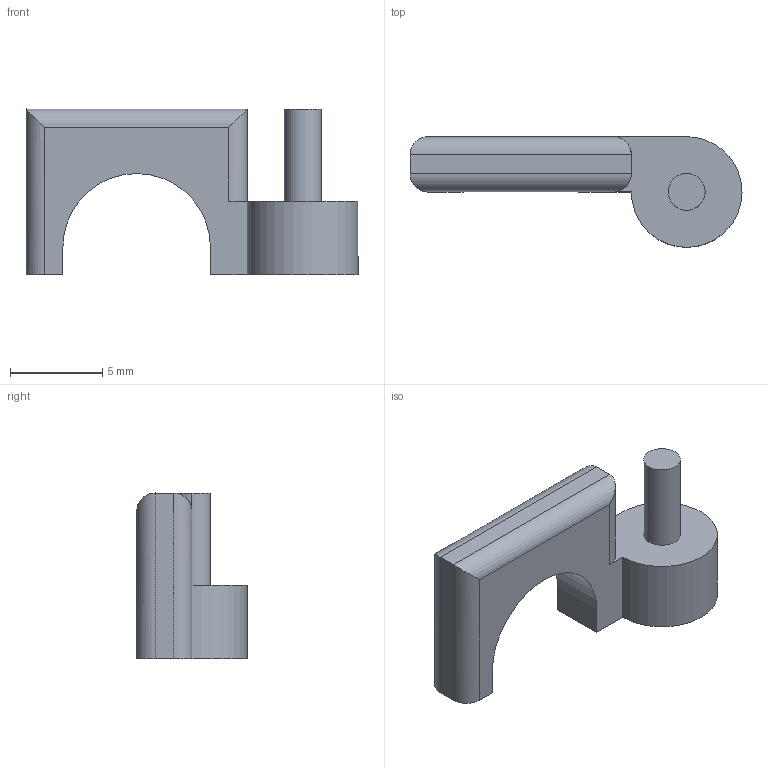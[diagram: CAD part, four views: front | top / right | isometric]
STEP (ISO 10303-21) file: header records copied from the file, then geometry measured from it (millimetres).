
FILE_DESCRIPTION (( 'STEP AP214' ), '1' );
FILE_NAME ('PrintinPlaceHingePin.STEP', '2026-01-28T02:33:04', ( '' ), ( '' ), 'SwSTEP 2.0', 'SolidWorks 2025', '' );
FILE_SCHEMA (( 'AUTOMOTIVE_DESIGN' ));
Length unit declared in the file: millimetre
Products named in the file (1): PrintinPlaceHingePin
Bounding box: 18 x 6 x 9 mm (x, y, z)
Volume: 338.4 mm3; surface area: 415.9 mm2
Topology: 1 solids, 1 shells, 22 faces, 53 edges, 34 vertices
Faces by surface type: cylinder 11, plane 11
Entity records: 662 total; most frequent: CARTESIAN_POINT 122, DIRECTION 109, ORIENTED_EDGE 106, EDGE_CURVE 53, AXIS2_PLACEMENT_3D 37, LINE 35, VECTOR 35, VERTEX_POINT 34
